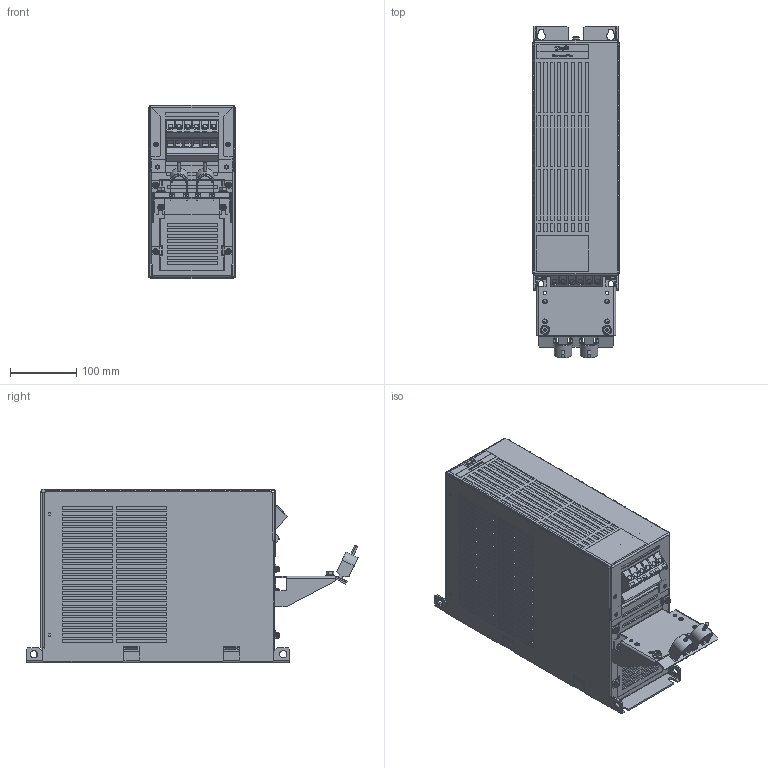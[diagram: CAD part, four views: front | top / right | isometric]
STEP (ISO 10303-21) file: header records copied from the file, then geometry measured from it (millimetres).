
FILE_DESCRIPTION((''),'2;1');
FILE_NAME('132H5075','2023-04-12T12:09:22',('U388355'),('Danfoss Power Electronics'),'CREO PARAMETRIC BY PTC INC, 2020342','CREO PARAMETRIC BY PTC INC, 2020342','');
FILE_SCHEMA(('CONFIG_CONTROL_DESIGN','GEOMETRIC_VALIDATION_PROPERTIES_MIM'));
Products named in the file (1): 132H5075
Bounding box: 130 x 501.84 x 262.46 mm (x, y, z)
Volume: 11538817.2 mm3; surface area: 774523 mm2
Topology: 1 solids, 25 shells, 2449 faces, 6974 edges, 4669 vertices
Faces by surface type: plane 1962, cylinder 360, cone 72, torus 18, bspline 16, extrusion 14, sphere 7
Entity records: 104587 total; most frequent: CARTESIAN_POINT 16207, ORIENTED_EDGE 13605, DIRECTION 12509, EDGE_CURVE 6956, VECTOR 5417, LINE 5403, VERTEX_POINT 4669, AXIS2_PLACEMENT_3D 3546
